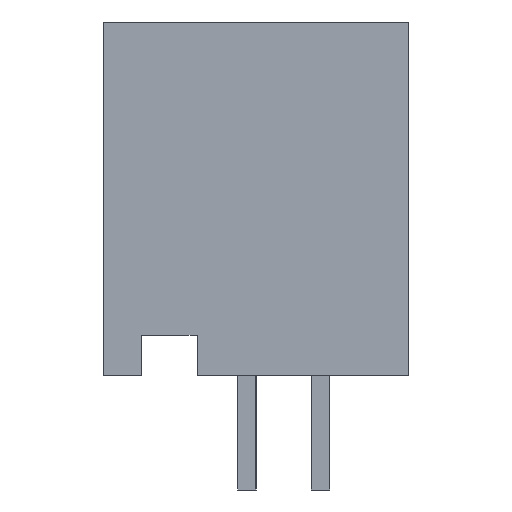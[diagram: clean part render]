
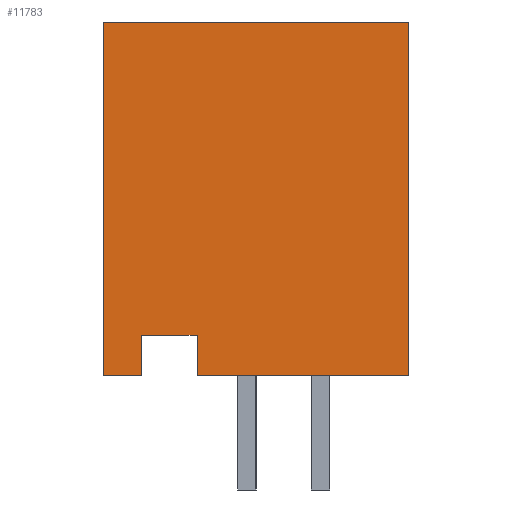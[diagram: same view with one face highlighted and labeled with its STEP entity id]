
A CAD part, left-side view. The second image highlights one B-rep face of the part: STEP entity #11783.
In plain terms, the highlighted planar face has unit normal (-1, 0, 0).
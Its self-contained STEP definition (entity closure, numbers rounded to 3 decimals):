
#667 = PLANE('',#668);
#668 = AXIS2_PLACEMENT_3D('',#669,#670,#671);
#669 = CARTESIAN_POINT('',(-20.,4.15,9.6));
#670 = DIRECTION('',(0.,-1.,0.));
#671 = DIRECTION('',(0.,0.,1.));
#831 = PLANE('',#832);
#832 = AXIS2_PLACEMENT_3D('',#833,#834,#835);
#833 = CARTESIAN_POINT('',(-20.,1.6,0.));
#834 = DIRECTION('',(0.,0.,1.));
#835 = DIRECTION('',(0.,1.,0.));
#2908 = VERTEX_POINT('',#2909);
#2909 = CARTESIAN_POINT('',(-20.,-4.15,0.));
#2923 = PLANE('',#2924);
#2924 = AXIS2_PLACEMENT_3D('',#2925,#2926,#2927);
#2925 = CARTESIAN_POINT('',(-20.,-4.15,9.6));
#2926 = DIRECTION('',(0.,1.,0.));
#2927 = DIRECTION('',(-1.,0.,0.));
#2935 = EDGE_CURVE('',#2936,#2908,#2938,.T.);
#2936 = VERTEX_POINT('',#2937);
#2937 = CARTESIAN_POINT('',(-20.,1.6,0.));
#2938 = SURFACE_CURVE('',#2939,(#2943,#2950),.PCURVE_S1.);
#2939 = LINE('',#2940,#2941);
#2940 = CARTESIAN_POINT('',(-20.,1.6,0.));
#2941 = VECTOR('',#2942,1.);
#2942 = DIRECTION('',(0.,-1.,0.));
#2943 = PCURVE('',#831,#2944);
#2944 = DEFINITIONAL_REPRESENTATION('',(#2945),#2949);
#2945 = LINE('',#2946,#2947);
#2946 = CARTESIAN_POINT('',(0.,0.));
#2947 = VECTOR('',#2948,1.);
#2948 = DIRECTION('',(-1.,0.));
#2949 = ( GEOMETRIC_REPRESENTATION_CONTEXT(2) 
PARAMETRIC_REPRESENTATION_CONTEXT() REPRESENTATION_CONTEXT('2D SPACE',''
  ) );
#2950 = PCURVE('',#2951,#2956);
#2951 = PLANE('',#2952);
#2952 = AXIS2_PLACEMENT_3D('',#2953,#2954,#2955);
#2953 = CARTESIAN_POINT('',(-20.,4.15,9.6));
#2954 = DIRECTION('',(-1.,0.,0.));
#2955 = DIRECTION('',(0.,-1.,0.));
#2956 = DEFINITIONAL_REPRESENTATION('',(#2957),#2961);
#2957 = LINE('',#2958,#2959);
#2958 = CARTESIAN_POINT('',(2.55,-9.6));
#2959 = VECTOR('',#2960,1.);
#2960 = DIRECTION('',(1.,0.));
#2961 = ( GEOMETRIC_REPRESENTATION_CONTEXT(2) 
PARAMETRIC_REPRESENTATION_CONTEXT() REPRESENTATION_CONTEXT('2D SPACE',''
  ) );
#2977 = PLANE('',#2978);
#2978 = AXIS2_PLACEMENT_3D('',#2979,#2980,#2981);
#2979 = CARTESIAN_POINT('',(-20.,1.6,0.));
#2980 = DIRECTION('',(0.,-1.,0.));
#2981 = DIRECTION('',(1.,0.,0.));
#10114 = PLANE('',#10115);
#10115 = AXIS2_PLACEMENT_3D('',#10116,#10117,#10118);
#10116 = CARTESIAN_POINT('',(-20.,4.15,9.6));
#10117 = DIRECTION('',(0.,0.,-1.));
#10118 = DIRECTION('',(0.,-1.,0.));
#10162 = VERTEX_POINT('',#10163);
#10163 = CARTESIAN_POINT('',(-20.,4.15,9.6));
#10184 = EDGE_CURVE('',#10185,#10162,#10187,.T.);
#10185 = VERTEX_POINT('',#10186);
#10186 = CARTESIAN_POINT('',(-20.,-4.15,9.6));
#10187 = SURFACE_CURVE('',#10188,(#10192,#10199),.PCURVE_S1.);
#10188 = LINE('',#10189,#10190);
#10189 = CARTESIAN_POINT('',(-20.,4.15,9.6));
#10190 = VECTOR('',#10191,1.);
#10191 = DIRECTION('',(0.,1.,0.));
#10192 = PCURVE('',#10114,#10193);
#10193 = DEFINITIONAL_REPRESENTATION('',(#10194),#10198);
#10194 = LINE('',#10195,#10196);
#10195 = CARTESIAN_POINT('',(0.,0.));
#10196 = VECTOR('',#10197,1.);
#10197 = DIRECTION('',(-1.,0.));
#10198 = ( GEOMETRIC_REPRESENTATION_CONTEXT(2) 
PARAMETRIC_REPRESENTATION_CONTEXT() REPRESENTATION_CONTEXT('2D SPACE',''
  ) );
#10199 = PCURVE('',#2951,#10200);
#10200 = DEFINITIONAL_REPRESENTATION('',(#10201),#10205);
#10201 = LINE('',#10202,#10203);
#10202 = CARTESIAN_POINT('',(0.,0.));
#10203 = VECTOR('',#10204,1.);
#10204 = DIRECTION('',(-1.,0.));
#10205 = ( GEOMETRIC_REPRESENTATION_CONTEXT(2) 
PARAMETRIC_REPRESENTATION_CONTEXT() REPRESENTATION_CONTEXT('2D SPACE',''
  ) );
#11168 = VERTEX_POINT('',#11169);
#11169 = CARTESIAN_POINT('',(-20.,4.15,0.));
#11183 = PLANE('',#11184);
#11184 = AXIS2_PLACEMENT_3D('',#11185,#11186,#11187);
#11185 = CARTESIAN_POINT('',(-20.,4.15,0.));
#11186 = DIRECTION('',(0.,0.,1.));
#11187 = DIRECTION('',(0.,1.,0.));
#11195 = EDGE_CURVE('',#10162,#11168,#11196,.T.);
#11196 = SURFACE_CURVE('',#11197,(#11201,#11208),.PCURVE_S1.);
#11197 = LINE('',#11198,#11199);
#11198 = CARTESIAN_POINT('',(-20.,4.15,9.6));
#11199 = VECTOR('',#11200,1.);
#11200 = DIRECTION('',(0.,0.,-1.));
#11201 = PCURVE('',#667,#11202);
#11202 = DEFINITIONAL_REPRESENTATION('',(#11203),#11207);
#11203 = LINE('',#11204,#11205);
#11204 = CARTESIAN_POINT('',(0.,0.));
#11205 = VECTOR('',#11206,1.);
#11206 = DIRECTION('',(-1.,0.));
#11207 = ( GEOMETRIC_REPRESENTATION_CONTEXT(2) 
PARAMETRIC_REPRESENTATION_CONTEXT() REPRESENTATION_CONTEXT('2D SPACE',''
  ) );
#11208 = PCURVE('',#2951,#11209);
#11209 = DEFINITIONAL_REPRESENTATION('',(#11210),#11214);
#11210 = LINE('',#11211,#11212);
#11211 = CARTESIAN_POINT('',(0.,0.));
#11212 = VECTOR('',#11213,1.);
#11213 = DIRECTION('',(0.,-1.));
#11214 = ( GEOMETRIC_REPRESENTATION_CONTEXT(2) 
PARAMETRIC_REPRESENTATION_CONTEXT() REPRESENTATION_CONTEXT('2D SPACE',''
  ) );
#11265 = VERTEX_POINT('',#11266);
#11266 = CARTESIAN_POINT('',(-20.,3.1,0.));
#11280 = PLANE('',#11281);
#11281 = AXIS2_PLACEMENT_3D('',#11282,#11283,#11284);
#11282 = CARTESIAN_POINT('',(-20.,3.1,0.));
#11283 = DIRECTION('',(0.,1.,0.));
#11284 = DIRECTION('',(-1.,0.,0.));
#11292 = EDGE_CURVE('',#11168,#11265,#11293,.T.);
#11293 = SURFACE_CURVE('',#11294,(#11298,#11305),.PCURVE_S1.);
#11294 = LINE('',#11295,#11296);
#11295 = CARTESIAN_POINT('',(-20.,4.15,0.));
#11296 = VECTOR('',#11297,1.);
#11297 = DIRECTION('',(0.,-1.,0.));
#11298 = PCURVE('',#11183,#11299);
#11299 = DEFINITIONAL_REPRESENTATION('',(#11300),#11304);
#11300 = LINE('',#11301,#11302);
#11301 = CARTESIAN_POINT('',(0.,0.));
#11302 = VECTOR('',#11303,1.);
#11303 = DIRECTION('',(-1.,0.));
#11304 = ( GEOMETRIC_REPRESENTATION_CONTEXT(2) 
PARAMETRIC_REPRESENTATION_CONTEXT() REPRESENTATION_CONTEXT('2D SPACE',''
  ) );
#11305 = PCURVE('',#2951,#11306);
#11306 = DEFINITIONAL_REPRESENTATION('',(#11307),#11311);
#11307 = LINE('',#11308,#11309);
#11308 = CARTESIAN_POINT('',(0.,-9.6));
#11309 = VECTOR('',#11310,1.);
#11310 = DIRECTION('',(1.,0.));
#11311 = ( GEOMETRIC_REPRESENTATION_CONTEXT(2) 
PARAMETRIC_REPRESENTATION_CONTEXT() REPRESENTATION_CONTEXT('2D SPACE',''
  ) );
#11341 = VERTEX_POINT('',#11342);
#11342 = CARTESIAN_POINT('',(-20.,3.1,1.1));
#11356 = PLANE('',#11357);
#11357 = AXIS2_PLACEMENT_3D('',#11358,#11359,#11360);
#11358 = CARTESIAN_POINT('',(-20.,3.1,1.1));
#11359 = DIRECTION('',(0.,0.,1.));
#11360 = DIRECTION('',(0.,1.,0.));
#11368 = EDGE_CURVE('',#11265,#11341,#11369,.T.);
#11369 = SURFACE_CURVE('',#11370,(#11374,#11381),.PCURVE_S1.);
#11370 = LINE('',#11371,#11372);
#11371 = CARTESIAN_POINT('',(-20.,3.1,0.));
#11372 = VECTOR('',#11373,1.);
#11373 = DIRECTION('',(0.,0.,1.));
#11374 = PCURVE('',#11280,#11375);
#11375 = DEFINITIONAL_REPRESENTATION('',(#11376),#11380);
#11376 = LINE('',#11377,#11378);
#11377 = CARTESIAN_POINT('',(0.,0.));
#11378 = VECTOR('',#11379,1.);
#11379 = DIRECTION('',(0.,1.));
#11380 = ( GEOMETRIC_REPRESENTATION_CONTEXT(2) 
PARAMETRIC_REPRESENTATION_CONTEXT() REPRESENTATION_CONTEXT('2D SPACE',''
  ) );
#11381 = PCURVE('',#2951,#11382);
#11382 = DEFINITIONAL_REPRESENTATION('',(#11383),#11387);
#11383 = LINE('',#11384,#11385);
#11384 = CARTESIAN_POINT('',(1.05,-9.6));
#11385 = VECTOR('',#11386,1.);
#11386 = DIRECTION('',(0.,1.));
#11387 = ( GEOMETRIC_REPRESENTATION_CONTEXT(2) 
PARAMETRIC_REPRESENTATION_CONTEXT() REPRESENTATION_CONTEXT('2D SPACE',''
  ) );
#11417 = VERTEX_POINT('',#11418);
#11418 = CARTESIAN_POINT('',(-20.,1.6,1.1));
#11439 = EDGE_CURVE('',#11341,#11417,#11440,.T.);
#11440 = SURFACE_CURVE('',#11441,(#11445,#11452),.PCURVE_S1.);
#11441 = LINE('',#11442,#11443);
#11442 = CARTESIAN_POINT('',(-20.,3.1,1.1));
#11443 = VECTOR('',#11444,1.);
#11444 = DIRECTION('',(0.,-1.,0.));
#11445 = PCURVE('',#11356,#11446);
#11446 = DEFINITIONAL_REPRESENTATION('',(#11447),#11451);
#11447 = LINE('',#11448,#11449);
#11448 = CARTESIAN_POINT('',(0.,0.));
#11449 = VECTOR('',#11450,1.);
#11450 = DIRECTION('',(-1.,0.));
#11451 = ( GEOMETRIC_REPRESENTATION_CONTEXT(2) 
PARAMETRIC_REPRESENTATION_CONTEXT() REPRESENTATION_CONTEXT('2D SPACE',''
  ) );
#11452 = PCURVE('',#2951,#11453);
#11453 = DEFINITIONAL_REPRESENTATION('',(#11454),#11458);
#11454 = LINE('',#11455,#11456);
#11455 = CARTESIAN_POINT('',(1.05,-8.5));
#11456 = VECTOR('',#11457,1.);
#11457 = DIRECTION('',(1.,0.));
#11458 = ( GEOMETRIC_REPRESENTATION_CONTEXT(2) 
PARAMETRIC_REPRESENTATION_CONTEXT() REPRESENTATION_CONTEXT('2D SPACE',''
  ) );
#11486 = EDGE_CURVE('',#11417,#2936,#11487,.T.);
#11487 = SURFACE_CURVE('',#11488,(#11492,#11499),.PCURVE_S1.);
#11488 = LINE('',#11489,#11490);
#11489 = CARTESIAN_POINT('',(-20.,1.6,0.));
#11490 = VECTOR('',#11491,1.);
#11491 = DIRECTION('',(0.,0.,-1.));
#11492 = PCURVE('',#2977,#11493);
#11493 = DEFINITIONAL_REPRESENTATION('',(#11494),#11498);
#11494 = LINE('',#11495,#11496);
#11495 = CARTESIAN_POINT('',(0.,0.));
#11496 = VECTOR('',#11497,1.);
#11497 = DIRECTION('',(0.,-1.));
#11498 = ( GEOMETRIC_REPRESENTATION_CONTEXT(2) 
PARAMETRIC_REPRESENTATION_CONTEXT() REPRESENTATION_CONTEXT('2D SPACE',''
  ) );
#11499 = PCURVE('',#2951,#11500);
#11500 = DEFINITIONAL_REPRESENTATION('',(#11501),#11505);
#11501 = LINE('',#11502,#11503);
#11502 = CARTESIAN_POINT('',(2.55,-9.6));
#11503 = VECTOR('',#11504,1.);
#11504 = DIRECTION('',(0.,-1.));
#11505 = ( GEOMETRIC_REPRESENTATION_CONTEXT(2) 
PARAMETRIC_REPRESENTATION_CONTEXT() REPRESENTATION_CONTEXT('2D SPACE',''
  ) );
#11558 = EDGE_CURVE('',#2908,#10185,#11559,.T.);
#11559 = SURFACE_CURVE('',#11560,(#11564,#11571),.PCURVE_S1.);
#11560 = LINE('',#11561,#11562);
#11561 = CARTESIAN_POINT('',(-20.,-4.15,9.6));
#11562 = VECTOR('',#11563,1.);
#11563 = DIRECTION('',(0.,0.,1.));
#11564 = PCURVE('',#2923,#11565);
#11565 = DEFINITIONAL_REPRESENTATION('',(#11566),#11570);
#11566 = LINE('',#11567,#11568);
#11567 = CARTESIAN_POINT('',(0.,0.));
#11568 = VECTOR('',#11569,1.);
#11569 = DIRECTION('',(0.,1.));
#11570 = ( GEOMETRIC_REPRESENTATION_CONTEXT(2) 
PARAMETRIC_REPRESENTATION_CONTEXT() REPRESENTATION_CONTEXT('2D SPACE',''
  ) );
#11571 = PCURVE('',#2951,#11572);
#11572 = DEFINITIONAL_REPRESENTATION('',(#11573),#11577);
#11573 = LINE('',#11574,#11575);
#11574 = CARTESIAN_POINT('',(8.3,0.));
#11575 = VECTOR('',#11576,1.);
#11576 = DIRECTION('',(0.,1.));
#11577 = ( GEOMETRIC_REPRESENTATION_CONTEXT(2) 
PARAMETRIC_REPRESENTATION_CONTEXT() REPRESENTATION_CONTEXT('2D SPACE',''
  ) );
#11783 = ADVANCED_FACE('',(#11784),#2951,.T.);
#11784 = FACE_BOUND('',#11785,.T.);
#11785 = EDGE_LOOP('',(#11786,#11787,#11788,#11789,#11790,#11791,#11792,
    #11793));
#11786 = ORIENTED_EDGE('',*,*,#11195,.T.);
#11787 = ORIENTED_EDGE('',*,*,#11292,.T.);
#11788 = ORIENTED_EDGE('',*,*,#11368,.T.);
#11789 = ORIENTED_EDGE('',*,*,#11439,.T.);
#11790 = ORIENTED_EDGE('',*,*,#11486,.T.);
#11791 = ORIENTED_EDGE('',*,*,#2935,.T.);
#11792 = ORIENTED_EDGE('',*,*,#11558,.T.);
#11793 = ORIENTED_EDGE('',*,*,#10184,.T.);
